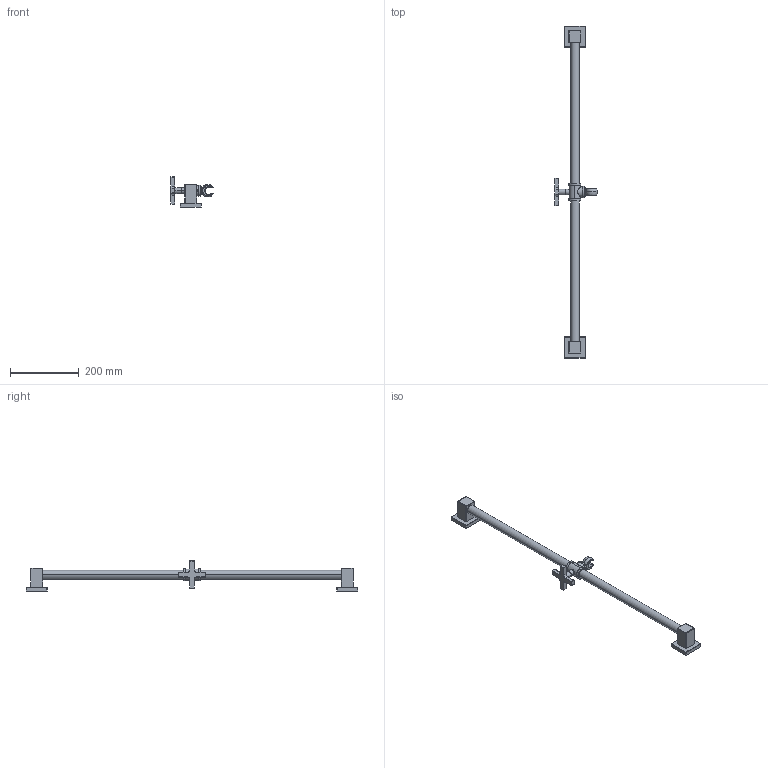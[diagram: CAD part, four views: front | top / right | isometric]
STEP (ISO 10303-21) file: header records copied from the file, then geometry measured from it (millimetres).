
FILE_DESCRIPTION((''),'2;1');
FILE_NAME('295-1','2024-11-13T09:43:03',('rsmith'),(''),'CREO PARAMETRIC BY PTC INC, 2023134','CREO PARAMETRIC BY PTC INC, 2023134','');
FILE_SCHEMA(('CONFIG_CONTROL_DESIGN'));
Length unit declared in the file: inch
Products named in the file (1): 295-1
Bounding box: 123.6 x 963.29 x 87.25 mm (x, y, z)
Volume: 721821.5 mm3; surface area: 129000.8 mm2
Topology: 3 solids, 3 shells, 256 faces, 548 edges, 313 vertices
Faces by surface type: cylinder 100, plane 69, sphere 38, torus 28, bspline 12, cone 9
Entity records: 8644 total; most frequent: CARTESIAN_POINT 3051, DIRECTION 1256, ORIENTED_EDGE 1092, EDGE_CURVE 546, AXIS2_PLACEMENT_3D 518, VERTEX_POINT 313, EDGE_LOOP 275, CIRCLE 274
